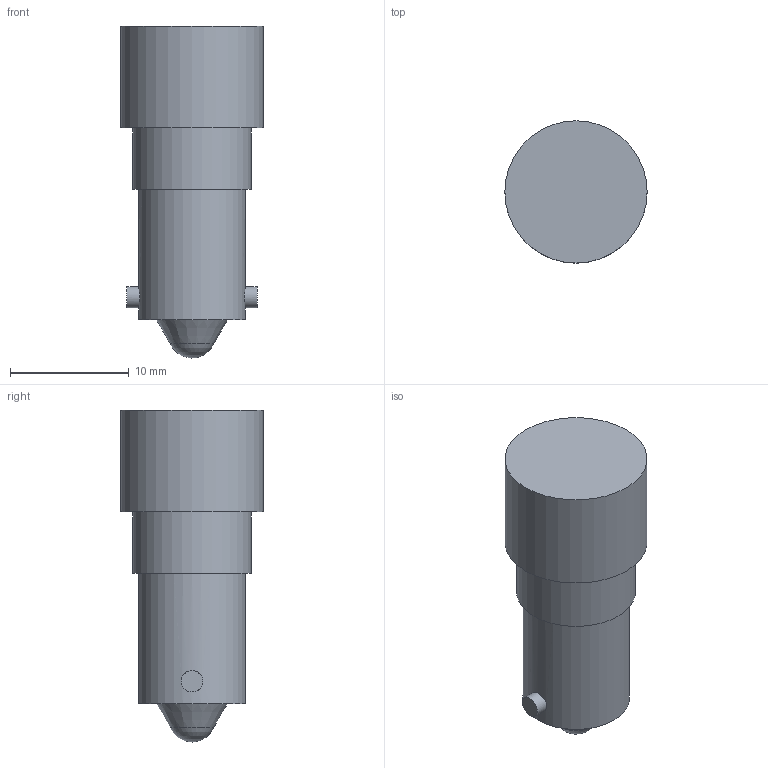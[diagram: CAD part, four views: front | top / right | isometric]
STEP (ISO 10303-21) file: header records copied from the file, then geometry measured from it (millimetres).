
FILE_DESCRIPTION(/* description */ ('Alibre Inc.'),/* implementation_level */ '2;1');
FILE_NAME(/* name */ 'export-E2309286-9D18-4F9C-BEEE-4E7F4DBD0340',/* time_stamp */ '2020-06-28T11:03:42+02:00',/* author */ (''),/* organization */ (''),/* preprocessor_version */ 'ST-DEVELOPER v17',/* originating_system */ 'Alibre',/* authorisation */ '');
FILE_SCHEMA (('AUTOMOTIVE_DESIGN'));
Length unit declared in the file: millimetre
Products named in the file (1): _229028
Bounding box: 12 x 12 x 28 mm (x, y, z)
Volume: 2129.2 mm3; surface area: 1058.1 mm2
Topology: 1 solids, 1 shells, 13 faces, 22 edges, 14 vertices
Faces by surface type: plane 6, cylinder 5, sphere 1, cone 1
Full cylindrical faces by diameter (mm): 1.8 x2, 9 x1, 10 x1, 12 x1
Entity records: 429 total; most frequent: CARTESIAN_POINT 150, DIRECTION 48, ORIENTED_EDGE 42, AXIS2_PLACEMENT_3D 24, EDGE_CURVE 21, EDGE_LOOP 17, FACE_BOUND 17, STYLED_ITEM 14
